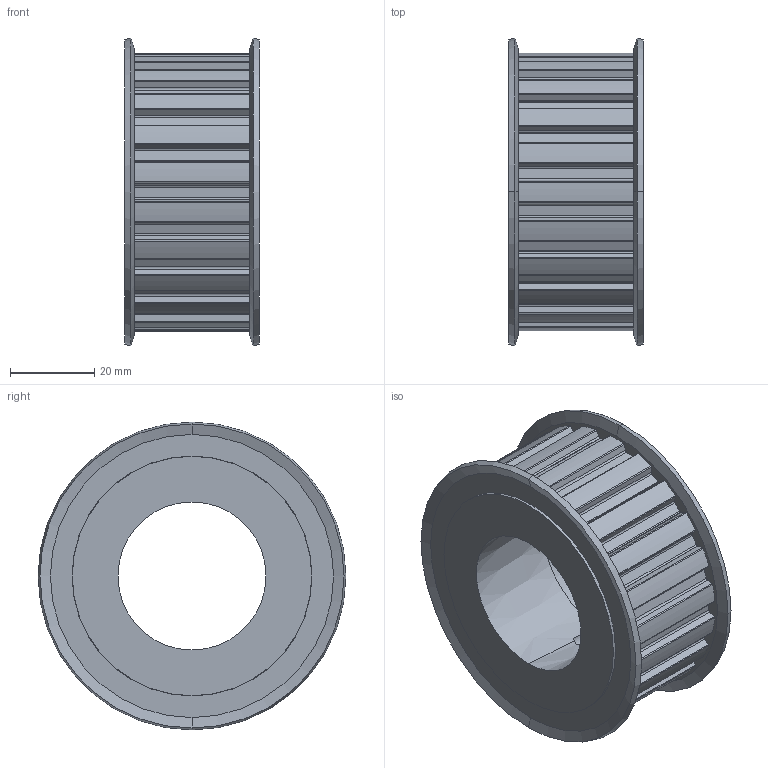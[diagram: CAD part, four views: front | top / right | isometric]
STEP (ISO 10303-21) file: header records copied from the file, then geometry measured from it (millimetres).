
FILE_DESCRIPTION (( 'STEP AP214' ), '1' );
FILE_NAME ('STL22L100AF-1108.step', '2019-07-31T12:20:30', ( '' ), ( '' ), 'SwSTEP 2.0', 'SolidWorks 2018', '' );
FILE_SCHEMA (( 'AUTOMOTIVE_DESIGN' ));
Length unit declared in the file: millimetre
Products named in the file (1): STL22L100AF-1108
Bounding box: 31.88 x 73.03 x 73.03 mm (x, y, z)
Volume: 69940.6 mm3; surface area: 21003 mm2
Topology: 1 solids, 1 shells, 237 faces, 678 edges, 449 vertices
Faces by surface type: cylinder 142, plane 78, cone 17
Entity records: 8197 total; most frequent: DIRECTION 1455, CARTESIAN_POINT 1432, ORIENTED_EDGE 1356, EDGE_CURVE 678, AXIS2_PLACEMENT_3D 550, VERTEX_POINT 449, VECTOR 355, LINE 355
